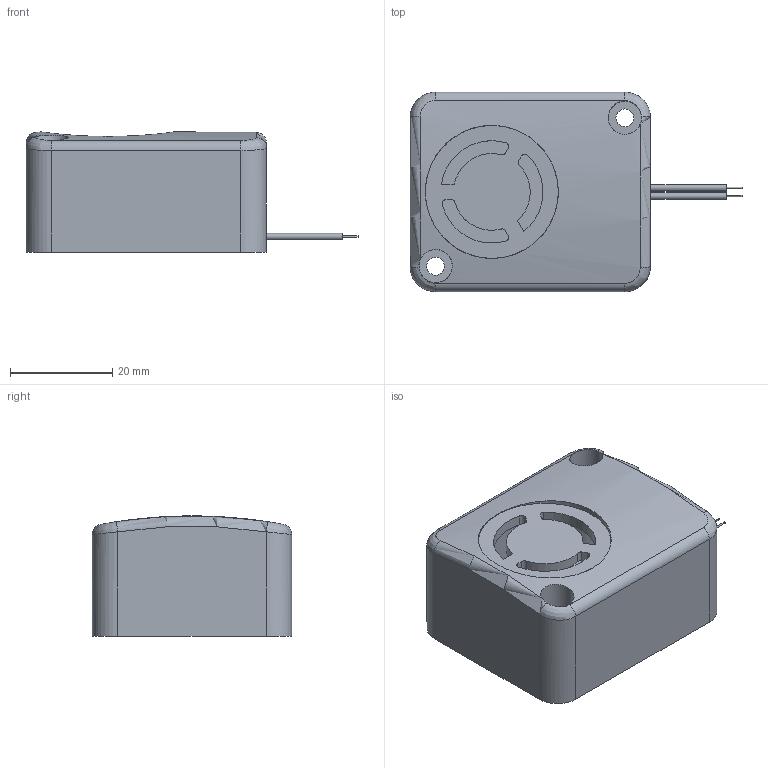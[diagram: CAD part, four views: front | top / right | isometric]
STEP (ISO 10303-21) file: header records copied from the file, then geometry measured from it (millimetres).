
FILE_DESCRIPTION(/* description */ ('Alibre Inc.'),/* implementation_level */ '2;1');
FILE_NAME(/* name */ 'export0',/* time_stamp */ '2018-04-27T20:12:52-05:00',/* author */ (''),/* organization */ (''),/* preprocessor_version */ 'ST-DEVELOPER v14',/* originating_system */ 'Alibre',/* authorisation */ '');
FILE_SCHEMA (('AUTOMOTIVE_DESIGN'));
Length unit declared in the file: centimetre
Bounding box: 64.9 x 39 x 23.5 mm (x, y, z)
Volume: 13582 mm3; surface area: 13943.9 mm2
Topology: 1 solids, 1 shells, 86 faces, 226 edges, 149 vertices
Faces by surface type: plane 45, cylinder 35, bspline 4, torus 2
Full cylindrical faces by diameter (mm): 0.3 x1, 1.3 x2, 3.5 x2, 6.5 x2, 26 x1
Entity records: 3175 total; most frequent: CARTESIAN_POINT 1149, ORIENTED_EDGE 434, DIRECTION 356, EDGE_CURVE 217, VERTEX_POINT 148, AXIS2_PLACEMENT_3D 138, VECTOR 124, LINE 124
